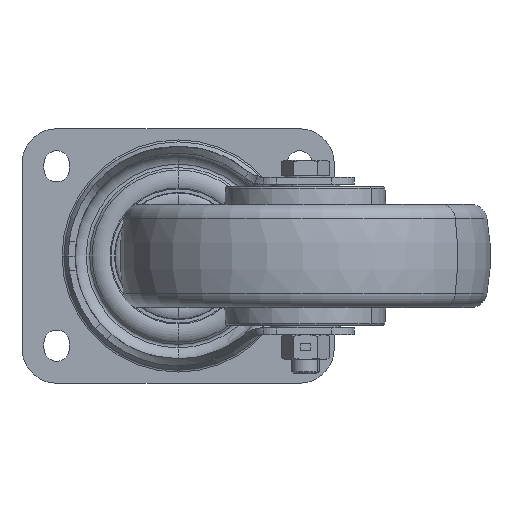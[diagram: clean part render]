
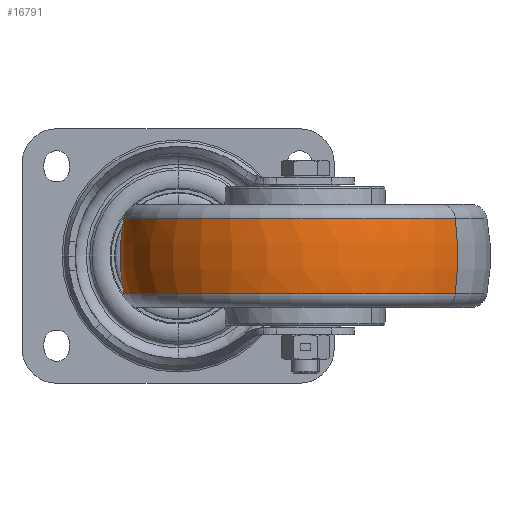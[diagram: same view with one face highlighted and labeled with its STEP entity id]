
A CAD part, front view. The second image highlights one B-rep face of the part: STEP entity #16791.
In plain terms, the highlighted toroidal (fillet/blend) face has major radius 30 mm and minor radius 110 mm.
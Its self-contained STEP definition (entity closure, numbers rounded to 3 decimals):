
#646 = AXIS2_PLACEMENT_3D ( 'NONE', #22732, #17945, #23056 ) ;
#1871 = CARTESIAN_POINT ( 'NONE',  ( 55., -110., -16.289 ) ) ;
#3453 = VERTEX_POINT ( 'NONE', #26111 ) ;
#4080 = CARTESIAN_POINT ( 'NONE',  ( -9.866, -65.281, -16.289 ) ) ;
#5996 = EDGE_CURVE ( 'NONE', #13418, #22774, #20748, .T. ) ;
#6349 = CIRCLE ( 'NONE', #26353, 110. ) ;
#6951 = DIRECTION ( 'NONE',  ( 0.823, -0.568, 0. ) ) ;
#8465 = CARTESIAN_POINT ( 'NONE',  ( 79.699, -127.028, 0. ) ) ;
#8784 = EDGE_LOOP ( 'NONE', ( #24473, #20848, #23632, #20384 ) ) ;
#9084 = DIRECTION ( 'NONE',  ( 0.823, -0.568, 0. ) ) ;
#10229 = TOROIDAL_SURFACE ( 'NONE', #21238, -30., 110. ) ;
#11548 = CARTESIAN_POINT ( 'NONE',  ( 55., -110., 16.289 ) ) ;
#11935 = CARTESIAN_POINT ( 'NONE',  ( 55., -110., 0. ) ) ;
#12188 = CARTESIAN_POINT ( 'NONE',  ( -9.866, -65.281, 16.289 ) ) ;
#13418 = VERTEX_POINT ( 'NONE', #4080 ) ;
#13839 = EDGE_CURVE ( 'NONE', #22774, #3453, #16964, .T. ) ;
#14200 = DIRECTION ( 'NONE',  ( 0., 0., 1. ) ) ;
#16791 = ADVANCED_FACE ( 'NONE', ( #31862 ), #10229, .T. ) ;
#16825 = CIRCLE ( 'NONE', #21592, 78.787 ) ;
#16964 = CIRCLE ( 'NONE', #646, 110. ) ;
#17786 = CARTESIAN_POINT ( 'NONE',  ( 119.866, -154.719, -16.289 ) ) ;
#17945 = DIRECTION ( 'NONE',  ( -0.568, -0.823, 0. ) ) ;
#20384 = ORIENTED_EDGE ( 'NONE', *, *, #24507, .F. ) ;
#20748 = CIRCLE ( 'NONE', #22310, 78.787 ) ;
#20848 = ORIENTED_EDGE ( 'NONE', *, *, #5996, .T. ) ;
#21238 = AXIS2_PLACEMENT_3D ( 'NONE', #11935, #24131, #31179 ) ;
#21592 = AXIS2_PLACEMENT_3D ( 'NONE', #11548, #21603, #9084 ) ;
#21603 = DIRECTION ( 'NONE',  ( 0., 0., 1. ) ) ;
#22310 = AXIS2_PLACEMENT_3D ( 'NONE', #1871, #14200, #6951 ) ;
#22732 = CARTESIAN_POINT ( 'NONE',  ( 30.301, -92.972, 0. ) ) ;
#22774 = VERTEX_POINT ( 'NONE', #17786 ) ;
#23056 = DIRECTION ( 'NONE',  ( -0.823, 0.568, 0. ) ) ;
#23271 = DIRECTION ( 'NONE',  ( 0.823, -0.568, 0. ) ) ;
#23632 = ORIENTED_EDGE ( 'NONE', *, *, #13839, .T. ) ;
#24131 = DIRECTION ( 'NONE',  ( 0., 0., 1. ) ) ;
#24404 = VERTEX_POINT ( 'NONE', #12188 ) ;
#24473 = ORIENTED_EDGE ( 'NONE', *, *, #25591, .F. ) ;
#24507 = EDGE_CURVE ( 'NONE', #24404, #3453, #16825, .T. ) ;
#25591 = EDGE_CURVE ( 'NONE', #13418, #24404, #6349, .T. ) ;
#26111 = CARTESIAN_POINT ( 'NONE',  ( 119.866, -154.719, 16.289 ) ) ;
#26353 = AXIS2_PLACEMENT_3D ( 'NONE', #8465, #31328, #23271 ) ;
#31179 = DIRECTION ( 'NONE',  ( 0.823, -0.568, 0. ) ) ;
#31328 = DIRECTION ( 'NONE',  ( 0.568, 0.823, 0. ) ) ;
#31862 = FACE_OUTER_BOUND ( 'NONE', #8784, .T. ) ;
